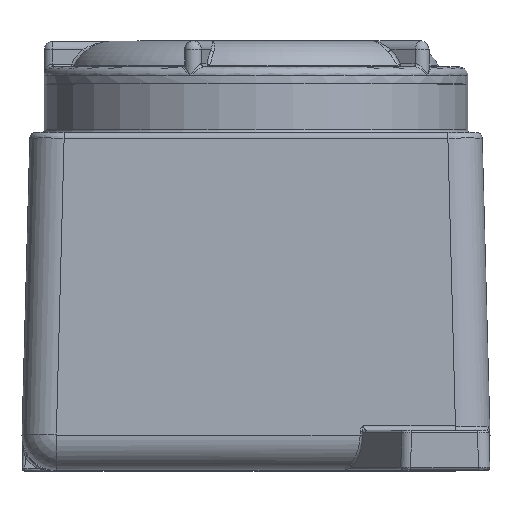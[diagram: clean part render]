
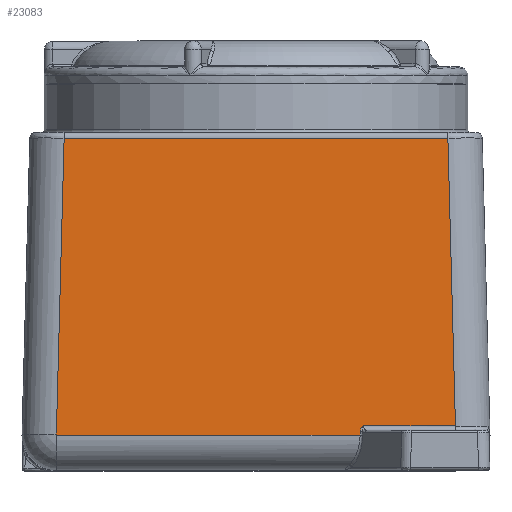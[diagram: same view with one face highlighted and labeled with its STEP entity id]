
A CAD part, top view. The second image highlights one B-rep face of the part: STEP entity #23083.
In plain terms, the highlighted planar face has unit normal (0, 0.026, 1).
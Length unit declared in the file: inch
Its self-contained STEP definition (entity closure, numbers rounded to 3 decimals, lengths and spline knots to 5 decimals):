
#576=B_SPLINE_CURVE_WITH_KNOTS('',3,(#31676,#31677,#31678,#31679,#31680,
#31681,#31682,#31683,#31684,#31685,#31686),.UNSPECIFIED.,.F.,.F.,(4,2,1,
1,1,1,1,4),(-0.1911,-0.19059,-0.11435,-0.09529,
-0.07623,-0.05718,-0.03812,0.),
 .UNSPECIFIED.);
#1475=LINE('',#31614,#3780);
#1477=LINE('',#31692,#3782);
#1478=LINE('',#31781,#3783);
#1479=LINE('',#31784,#3784);
#1480=LINE('',#31786,#3785);
#1481=LINE('',#31787,#3786);
#3780=VECTOR('',#26013,0.3937);
#3782=VECTOR('',#26025,0.3937);
#3783=VECTOR('',#26034,0.3937);
#3784=VECTOR('',#26039,0.3937);
#3785=VECTOR('',#26040,0.3937);
#3786=VECTOR('',#26041,0.3937);
#6048=PLANE('',#24591);
#7186=FACE_OUTER_BOUND('',#8580,.T.);
#8580=EDGE_LOOP('',(#16317,#16318,#16319,#16320,#16321,#16322,#16323));
#10354=VERTEX_POINT('',#31611);
#10355=VERTEX_POINT('',#31613);
#10356=VERTEX_POINT('',#31661);
#10358=VERTEX_POINT('',#31664);
#10359=VERTEX_POINT('',#31688);
#10363=VERTEX_POINT('',#31780);
#10364=VERTEX_POINT('',#31785);
#12684=EDGE_CURVE('',#10354,#10355,#1475,.T.);
#12688=EDGE_CURVE('',#10358,#10356,#576,.T.);
#12691=EDGE_CURVE('',#10356,#10359,#1477,.T.);
#12697=EDGE_CURVE('',#10359,#10363,#1478,.T.);
#12699=EDGE_CURVE('',#10355,#10358,#1479,.T.);
#12700=EDGE_CURVE('',#10364,#10354,#1480,.T.);
#12701=EDGE_CURVE('',#10363,#10364,#1481,.T.);
#16317=ORIENTED_EDGE('',*,*,#12691,.F.);
#16318=ORIENTED_EDGE('',*,*,#12688,.F.);
#16319=ORIENTED_EDGE('',*,*,#12699,.F.);
#16320=ORIENTED_EDGE('',*,*,#12684,.F.);
#16321=ORIENTED_EDGE('',*,*,#12700,.F.);
#16322=ORIENTED_EDGE('',*,*,#12701,.F.);
#16323=ORIENTED_EDGE('',*,*,#12697,.F.);
#23083=ADVANCED_FACE('',(#7186),#6048,.T.);
#24591=AXIS2_PLACEMENT_3D('',#31783,#26037,#26038);
#26013=DIRECTION('',(0.026,-0.999,0.026));
#26025=DIRECTION('',(-0.015,-1.,0.026));
#26034=DIRECTION('',(-1.,0.,0.));
#26037=DIRECTION('center_axis',(0.,0.026,1.));
#26038=DIRECTION('ref_axis',(1.,0.,0.));
#26039=DIRECTION('',(-1.,0.,0.));
#26040=DIRECTION('',(1.,0.,0.));
#26041=DIRECTION('',(0.026,0.999,-0.026));
#31611=CARTESIAN_POINT('',(2.09458,1.50164,2.46945));
#31613=CARTESIAN_POINT('',(2.17689,-1.64185,2.55176));
#31614=CARTESIAN_POINT('',(2.16033,-1.00919,2.5352));
#31661=CARTESIAN_POINT('',(1.13718,-1.7035,2.55338));
#31664=CARTESIAN_POINT('',(1.17419,-1.64185,2.55176));
#31676=CARTESIAN_POINT('Ctrl Pts',(1.17419,-1.64185,2.55176));
#31677=CARTESIAN_POINT('Ctrl Pts',(1.17413,-1.64188,2.55176));
#31678=CARTESIAN_POINT('Ctrl Pts',(1.17407,-1.64191,2.55177));
#31679=CARTESIAN_POINT('Ctrl Pts',(1.16498,-1.64632,2.55188));
#31680=CARTESIAN_POINT('Ctrl Pts',(1.15521,-1.65473,2.5521));
#31681=CARTESIAN_POINT('Ctrl Pts',(1.14692,-1.66744,2.55243));
#31682=CARTESIAN_POINT('Ctrl Pts',(1.14347,-1.67419,2.55261));
#31683=CARTESIAN_POINT('Ctrl Pts',(1.14078,-1.68119,2.55279));
#31684=CARTESIAN_POINT('Ctrl Pts',(1.13813,-1.69094,2.55305));
#31685=CARTESIAN_POINT('Ctrl Pts',(1.13726,-1.6985,2.55325));
#31686=CARTESIAN_POINT('Ctrl Pts',(1.13718,-1.7035,2.55338));
#31688=CARTESIAN_POINT('',(1.13663,-1.74018,2.55434));
#31692=CARTESIAN_POINT('',(1.14673,-1.07174,2.53683));
#31780=CARTESIAN_POINT('',(-2.17947,-1.74018,2.55434));
#31781=CARTESIAN_POINT('',(-1.22656,-1.74018,2.55434));
#31783=CARTESIAN_POINT('Origin',(0.,-0.00791,2.50898));
#31784=CARTESIAN_POINT('',(0.9334,-1.64185,2.55176));
#31785=CARTESIAN_POINT('',(-2.09458,1.50164,2.46945));
#31786=CARTESIAN_POINT('',(-1.15625,1.50164,2.46945));
#31787=CARTESIAN_POINT('',(-2.11209,0.83266,2.48697));
